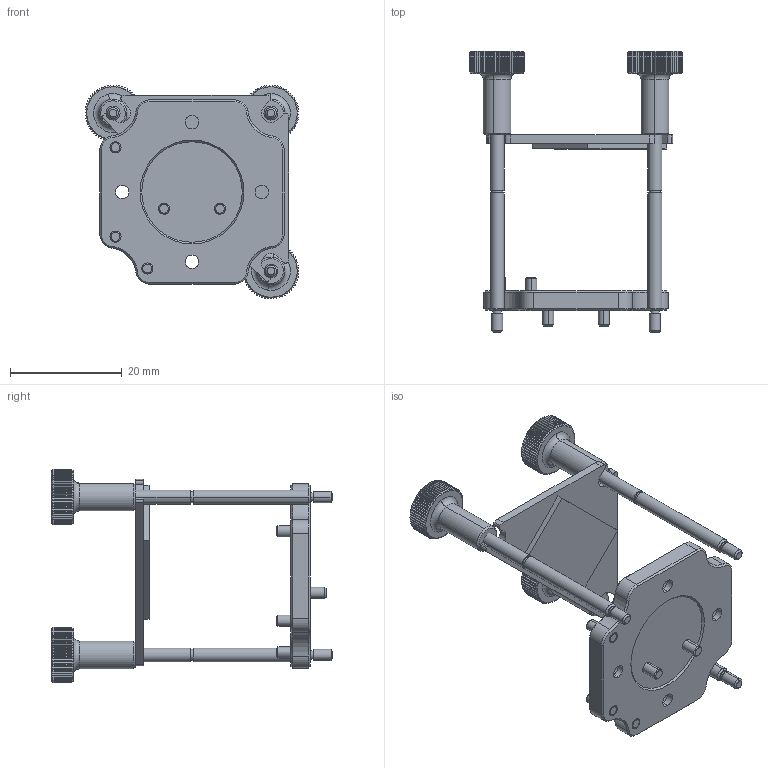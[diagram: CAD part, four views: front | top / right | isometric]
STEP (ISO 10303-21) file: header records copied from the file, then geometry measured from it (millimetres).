
FILE_DESCRIPTION (( 'STEP AP203' ), '1' );
FILE_NAME ('GCT-070215 俋倰芞.STEP', '2017-05-03T08:06:39', ( 'Lxtx999.CoM' ), ( 'Lxtx999.CoM' ), 'SwSTEP 2.0', 'SolidWorks 2012', '' );
FILE_SCHEMA (( 'CONFIG_CONTROL_DESIGN' ));
Length unit declared in the file: centimetre
Products named in the file (1): GCT-070215 俋倰芞
Bounding box: 38.28 x 50.4 x 38.28 mm (x, y, z)
Surface area: 6657.9 mm2 (no closed solid volume)
Topology: 0 solids, 13 shells, 763 faces, 2189 edges, 1432 vertices
Faces by surface type: plane 427, cylinder 252, cone 78, torus 6
Entity records: 25698 total; most frequent: CARTESIAN_POINT 6545, ORIENTED_EDGE 4204, DIRECTION 3669, EDGE_CURVE 2189, AXIS2_PLACEMENT_3D 1436, VERTEX_POINT 1432, EDGE_LOOP 809, VECTOR 797
